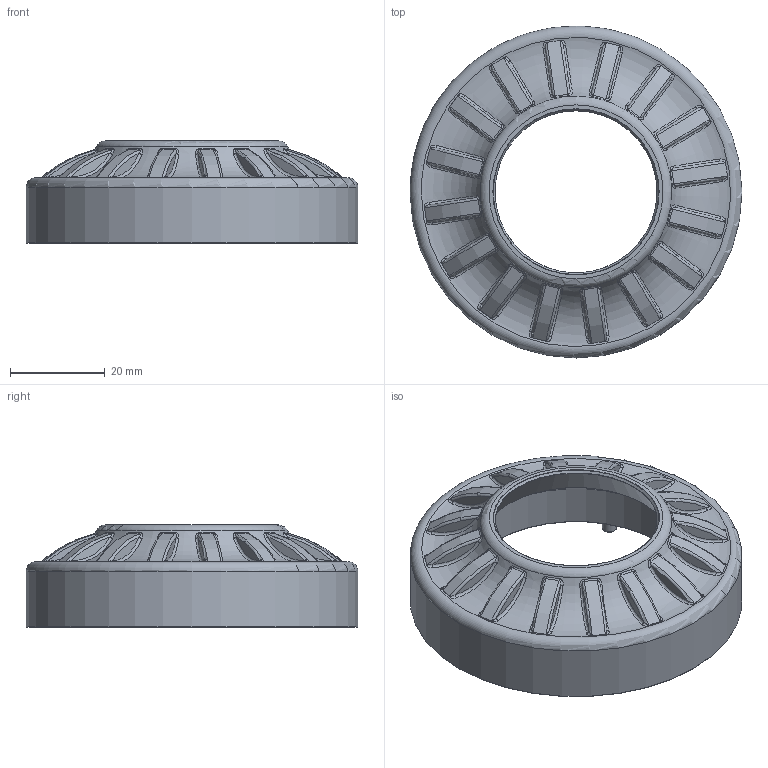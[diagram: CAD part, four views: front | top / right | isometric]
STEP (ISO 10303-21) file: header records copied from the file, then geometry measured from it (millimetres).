
FILE_DESCRIPTION(/* description */ (''),/* implementation_level */ '2;1');
FILE_NAME(/* name */ 'Knob Ribbed.step',/* time_stamp */ '2023-08-02T14:20:01+01:00',/* author */ (''),/* organization */ (''),/* preprocessor_version */ 'ST-DEVELOPER v20',/* originating_system */ 'Autodesk Translation Framework v12.9.0.99',/* authorisation */ '');
FILE_SCHEMA (('AUTOMOTIVE_DESIGN { 1 0 10303 214 3 1 1 }'));
Length unit declared in the file: millimetre
Products named in the file (1): Knob Ribbed
Bounding box: 70 x 70 x 21.53 mm (x, y, z)
Volume: 28900.6 mm3; surface area: 12571.8 mm2
Topology: 1 solids, 1 shells, 264 faces, 621 edges, 387 vertices
Faces by surface type: bspline 112, plane 63, torus 41, cylinder 31, cone 17
Full cylindrical faces by diameter (mm): 3 x6, 4.1 x6, 47.7 x1, 62.2 x1, 70 x1
Entity records: 10992 total; most frequent: CARTESIAN_POINT 5708, ORIENTED_EDGE 1242, DIRECTION 824, EDGE_CURVE 621, AXIS2_PLACEMENT_3D 388, VERTEX_POINT 387, B_SPLINE_CURVE_WITH_KNOTS 338, EDGE_LOOP 294
